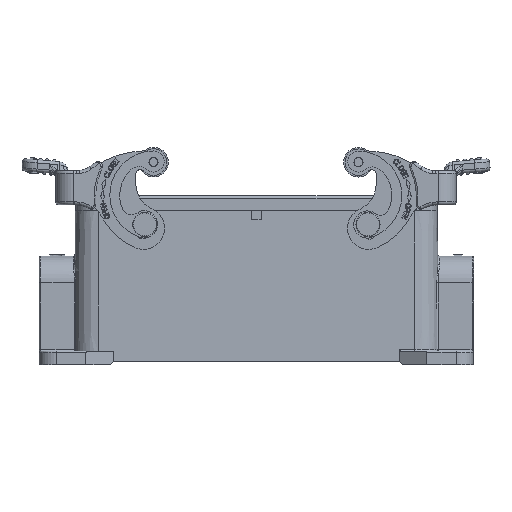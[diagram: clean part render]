
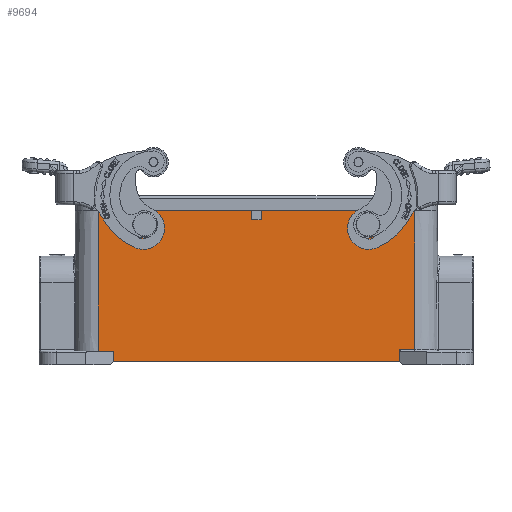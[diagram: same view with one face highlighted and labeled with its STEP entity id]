
A CAD part, left-side view. The second image highlights one B-rep face of the part: STEP entity #9694.
In plain terms, the highlighted planar face has unit normal (-1, 0, 0.009).
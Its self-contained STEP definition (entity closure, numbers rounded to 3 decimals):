
#34=ELLIPSE('',#37211,1.5,1.5);
#36=ELLIPSE('',#37214,1.5,1.5);
#9694=ADVANCED_FACE('',(#11716,#11717,#11718),#11035,.T.);
#11035=PLANE('',#37284);
#11716=FACE_BOUND('',#12809,.T.);
#11717=FACE_BOUND('',#12810,.T.);
#11718=FACE_BOUND('',#12811,.T.);
#12809=EDGE_LOOP('',(#22460,#22461,#22462,#22463,#22464,#22465,#22466,#22467,
#22468,#22469,#22470,#22471));
#12810=EDGE_LOOP('',(#22472));
#12811=EDGE_LOOP('',(#22473));
#14889=LINE('',#56811,#17211);
#14891=LINE('',#56815,#17213);
#14900=LINE('',#56833,#17222);
#14907=LINE('',#56854,#17229);
#14908=LINE('',#56856,#17230);
#14909=LINE('',#56858,#17231);
#14910=LINE('',#56859,#17232);
#14911=LINE('',#56861,#17233);
#14912=LINE('',#56863,#17234);
#14913=LINE('',#56864,#17235);
#14914=LINE('',#56866,#17236);
#14915=LINE('',#56868,#17237);
#17211=VECTOR('',#42417,1.);
#17213=VECTOR('',#42421,1.);
#17222=VECTOR('',#42434,1.);
#17229=VECTOR('',#42451,1.);
#17230=VECTOR('',#42454,1.);
#17231=VECTOR('',#42455,1.);
#17232=VECTOR('',#42456,1.);
#17233=VECTOR('',#42457,1.);
#17234=VECTOR('',#42458,1.);
#17235=VECTOR('',#42459,1.);
#17236=VECTOR('',#42460,1.);
#17237=VECTOR('',#42461,1.);
#22460=ORIENTED_EDGE('',*,*,#32343,.T.);
#22461=ORIENTED_EDGE('',*,*,#32331,.T.);
#22462=ORIENTED_EDGE('',*,*,#32342,.T.);
#22463=ORIENTED_EDGE('',*,*,#32344,.T.);
#22464=ORIENTED_EDGE('',*,*,#32322,.F.);
#22465=ORIENTED_EDGE('',*,*,#32320,.T.);
#22466=ORIENTED_EDGE('',*,*,#32345,.T.);
#22467=ORIENTED_EDGE('',*,*,#32346,.F.);
#22468=ORIENTED_EDGE('',*,*,#32347,.F.);
#22469=ORIENTED_EDGE('',*,*,#32348,.T.);
#22470=ORIENTED_EDGE('',*,*,#32349,.T.);
#22471=ORIENTED_EDGE('',*,*,#32350,.T.);
#22472=ORIENTED_EDGE('',*,*,#32225,.T.);
#22473=ORIENTED_EDGE('',*,*,#32223,.T.);
#28682=VERTEX_POINT('',#56485);
#28684=VERTEX_POINT('',#56490);
#28726=VERTEX_POINT('',#56675);
#28766=VERTEX_POINT('',#56810);
#28767=VERTEX_POINT('',#56812);
#28768=VERTEX_POINT('',#56816);
#28775=VERTEX_POINT('',#56834);
#28776=VERTEX_POINT('',#56835);
#28783=VERTEX_POINT('',#56853);
#28784=VERTEX_POINT('',#56857);
#28785=VERTEX_POINT('',#56860);
#28786=VERTEX_POINT('',#56862);
#28787=VERTEX_POINT('',#56865);
#28788=VERTEX_POINT('',#56867);
#32223=EDGE_CURVE('',#28682,#28682,#34,.T.);
#32225=EDGE_CURVE('',#28684,#28684,#36,.T.);
#32320=EDGE_CURVE('',#28767,#28766,#14889,.T.);
#32322=EDGE_CURVE('',#28767,#28768,#14891,.T.);
#32331=EDGE_CURVE('',#28775,#28776,#14900,.T.);
#32342=EDGE_CURVE('',#28776,#28783,#14907,.T.);
#32343=EDGE_CURVE('',#28784,#28775,#14908,.T.);
#32344=EDGE_CURVE('',#28783,#28768,#14909,.T.);
#32345=EDGE_CURVE('',#28766,#28785,#14910,.T.);
#32346=EDGE_CURVE('',#28786,#28785,#14911,.T.);
#32347=EDGE_CURVE('',#28726,#28786,#14912,.T.);
#32348=EDGE_CURVE('',#28726,#28787,#14913,.T.);
#32349=EDGE_CURVE('',#28787,#28788,#14914,.T.);
#32350=EDGE_CURVE('',#28788,#28784,#14915,.T.);
#37211=AXIS2_PLACEMENT_3D('',#56484,#42247,#42248);
#37214=AXIS2_PLACEMENT_3D('',#56489,#42253,#42254);
#37284=AXIS2_PLACEMENT_3D('',#56869,#42462,#42463);
#42247=DIRECTION('',(1.,0.,-0.009));
#42248=DIRECTION('',(-0.009,0.,-1.));
#42253=DIRECTION('',(1.,0.,-0.009));
#42254=DIRECTION('',(-0.009,0.,-1.));
#42417=DIRECTION('',(0.,1.,0.));
#42421=DIRECTION('',(-0.009,0.,-1.));
#42434=DIRECTION('',(0.,1.,0.));
#42451=DIRECTION('',(-0.009,0.,-1.));
#42454=DIRECTION('',(0.009,0.,1.));
#42455=DIRECTION('',(0.,1.,0.));
#42456=DIRECTION('',(-0.009,0.,-1.));
#42457=DIRECTION('',(0.,1.,0.));
#42458=DIRECTION('',(0.009,0.,1.));
#42459=DIRECTION('',(0.,-1.,0.));
#42460=DIRECTION('',(0.009,0.,1.));
#42461=DIRECTION('',(0.,-1.,0.));
#42462=DIRECTION('',(-1.,0.,0.009));
#42463=DIRECTION('',(0.,1.,0.));
#56484=CARTESIAN_POINT('',(-21.539,37.,46.5));
#56485=CARTESIAN_POINT('',(-21.552,37.,45.));
#56489=CARTESIAN_POINT('',(-21.539,-37.,46.5));
#56490=CARTESIAN_POINT('',(-21.552,-37.,45.));
#56675=CARTESIAN_POINT('',(-21.936,47.5,1.));
#56810=CARTESIAN_POINT('',(-21.5,52.5,51.));
#56811=CARTESIAN_POINT('',(-21.5,1.6,51.));
#56812=CARTESIAN_POINT('',(-21.5,1.6,51.));
#56815=CARTESIAN_POINT('',(-21.5,1.6,51.));
#56816=CARTESIAN_POINT('',(-21.526,1.6,48.));
#56833=CARTESIAN_POINT('',(-21.5,-52.5,51.));
#56834=CARTESIAN_POINT('',(-21.5,-52.5,51.));
#56835=CARTESIAN_POINT('',(-21.5,-1.6,51.));
#56853=CARTESIAN_POINT('',(-21.526,-1.6,48.));
#56854=CARTESIAN_POINT('',(-21.5,-1.6,51.));
#56856=CARTESIAN_POINT('',(-21.901,-52.5,4.996));
#56857=CARTESIAN_POINT('',(-21.901,-52.5,4.996));
#56858=CARTESIAN_POINT('',(-21.526,-1.6,48.));
#56859=CARTESIAN_POINT('',(-21.5,52.5,51.));
#56860=CARTESIAN_POINT('',(-21.906,52.5,4.5));
#56861=CARTESIAN_POINT('',(-21.906,47.5,4.5));
#56862=CARTESIAN_POINT('',(-21.906,47.5,4.5));
#56863=CARTESIAN_POINT('',(-21.936,47.5,1.));
#56864=CARTESIAN_POINT('',(-21.936,47.5,1.));
#56865=CARTESIAN_POINT('',(-21.936,-47.5,1.));
#56866=CARTESIAN_POINT('',(-21.936,-47.5,1.));
#56867=CARTESIAN_POINT('',(-21.901,-47.5,4.996));
#56868=CARTESIAN_POINT('',(-21.901,-47.5,4.996));
#56869=CARTESIAN_POINT('',(-21.5,55.148,51.));
